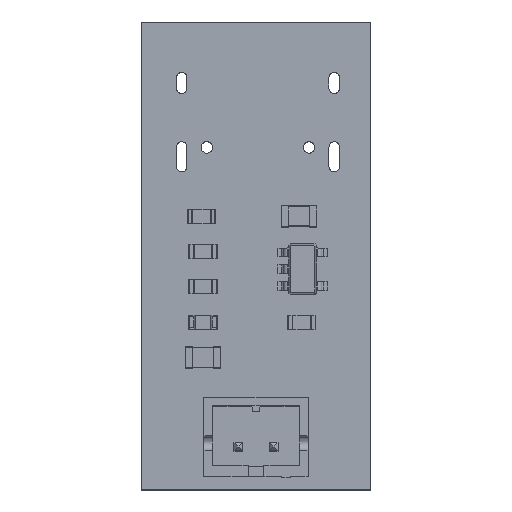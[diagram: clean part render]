
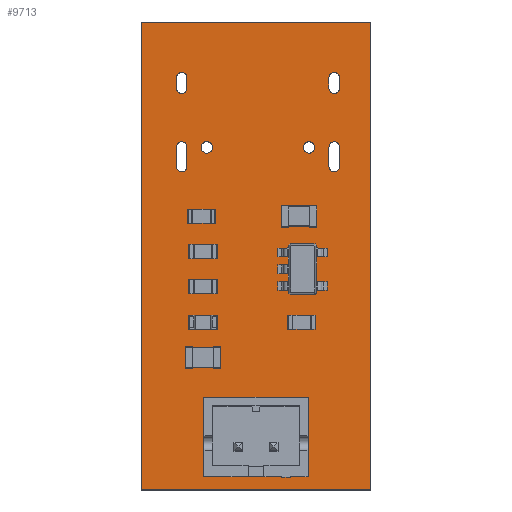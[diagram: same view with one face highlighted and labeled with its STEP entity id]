
A CAD part, top view. The second image highlights one B-rep face of the part: STEP entity #9713.
In plain terms, the highlighted planar face has unit normal (0, 0, 1).
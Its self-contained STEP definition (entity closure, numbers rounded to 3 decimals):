
#9413 = VERTEX_POINT('',#9414);
#9414 = CARTESIAN_POINT('',(119.,-78.5,1.51));
#9420 = EDGE_CURVE('',#9413,#9421,#9423,.T.);
#9421 = VERTEX_POINT('',#9422);
#9422 = CARTESIAN_POINT('',(106.,-78.5,1.51));
#9423 = LINE('',#9424,#9425);
#9424 = CARTESIAN_POINT('',(119.,-78.5,1.51));
#9425 = VECTOR('',#9426,1.);
#9426 = DIRECTION('',(-1.,0.,0.));
#9453 = VERTEX_POINT('',#9454);
#9454 = CARTESIAN_POINT('',(119.,-52.,1.51));
#9460 = EDGE_CURVE('',#9453,#9413,#9461,.T.);
#9461 = LINE('',#9462,#9463);
#9462 = CARTESIAN_POINT('',(119.,-52.,1.51));
#9463 = VECTOR('',#9464,1.);
#9464 = DIRECTION('',(0.,-1.,0.));
#9482 = EDGE_CURVE('',#9421,#9483,#9485,.T.);
#9483 = VERTEX_POINT('',#9484);
#9484 = CARTESIAN_POINT('',(106.,-52.,1.51));
#9485 = LINE('',#9486,#9487);
#9486 = CARTESIAN_POINT('',(106.,-78.5,1.51));
#9487 = VECTOR('',#9488,1.);
#9488 = DIRECTION('',(0.,1.,0.));
#9713 = ADVANCED_FACE('',(#9714,#9725,#9736,#9747,#9783,#9794,#9830,
    #9841,#9877),#9913,.T.);
#9714 = FACE_BOUND('',#9715,.T.);
#9715 = EDGE_LOOP('',(#9716,#9717,#9718,#9724));
#9716 = ORIENTED_EDGE('',*,*,#9420,.F.);
#9717 = ORIENTED_EDGE('',*,*,#9460,.F.);
#9718 = ORIENTED_EDGE('',*,*,#9719,.F.);
#9719 = EDGE_CURVE('',#9483,#9453,#9720,.T.);
#9720 = LINE('',#9721,#9722);
#9721 = CARTESIAN_POINT('',(106.,-52.,1.51));
#9722 = VECTOR('',#9723,1.);
#9723 = DIRECTION('',(1.,0.,0.));
#9724 = ORIENTED_EDGE('',*,*,#9482,.F.);
#9725 = FACE_BOUND('',#9726,.T.);
#9726 = EDGE_LOOP('',(#9727));
#9727 = ORIENTED_EDGE('',*,*,#9728,.T.);
#9728 = EDGE_CURVE('',#9729,#9729,#9731,.T.);
#9729 = VERTEX_POINT('',#9730);
#9730 = CARTESIAN_POINT('',(111.5,-76.425,1.51));
#9731 = CIRCLE('',#9732,0.375);
#9732 = AXIS2_PLACEMENT_3D('',#9733,#9734,#9735);
#9733 = CARTESIAN_POINT('',(111.5,-76.05,1.51));
#9734 = DIRECTION('',(-0.,0.,-1.));
#9735 = DIRECTION('',(-0.,-1.,0.));
#9736 = FACE_BOUND('',#9737,.T.);
#9737 = EDGE_LOOP('',(#9738));
#9738 = ORIENTED_EDGE('',*,*,#9739,.T.);
#9739 = EDGE_CURVE('',#9740,#9740,#9742,.T.);
#9740 = VERTEX_POINT('',#9741);
#9741 = CARTESIAN_POINT('',(113.5,-76.425,1.51));
#9742 = CIRCLE('',#9743,0.375);
#9743 = AXIS2_PLACEMENT_3D('',#9744,#9745,#9746);
#9744 = CARTESIAN_POINT('',(113.5,-76.05,1.51));
#9745 = DIRECTION('',(-0.,0.,-1.));
#9746 = DIRECTION('',(-0.,-1.,0.));
#9747 = FACE_BOUND('',#9748,.T.);
#9748 = EDGE_LOOP('',(#9749,#9760,#9768,#9777));
#9749 = ORIENTED_EDGE('',*,*,#9750,.T.);
#9750 = EDGE_CURVE('',#9751,#9753,#9755,.T.);
#9751 = VERTEX_POINT('',#9752);
#9752 = CARTESIAN_POINT('',(107.993,-59.08,1.51));
#9753 = VERTEX_POINT('',#9754);
#9754 = CARTESIAN_POINT('',(108.593,-59.08,1.51));
#9755 = CIRCLE('',#9756,0.3);
#9756 = AXIS2_PLACEMENT_3D('',#9757,#9758,#9759);
#9757 = CARTESIAN_POINT('',(108.293,-59.08,1.51));
#9758 = DIRECTION('',(0.,-0.,-1.));
#9759 = DIRECTION('',(1.,0.,0.));
#9760 = ORIENTED_EDGE('',*,*,#9761,.T.);
#9761 = EDGE_CURVE('',#9753,#9762,#9764,.T.);
#9762 = VERTEX_POINT('',#9763);
#9763 = CARTESIAN_POINT('',(108.593,-60.18,1.51));
#9764 = LINE('',#9765,#9766);
#9765 = CARTESIAN_POINT('',(108.593,-30.09,1.51));
#9766 = VECTOR('',#9767,1.);
#9767 = DIRECTION('',(0.,-1.,0.));
#9768 = ORIENTED_EDGE('',*,*,#9769,.T.);
#9769 = EDGE_CURVE('',#9762,#9770,#9772,.T.);
#9770 = VERTEX_POINT('',#9771);
#9771 = CARTESIAN_POINT('',(107.993,-60.18,1.51));
#9772 = CIRCLE('',#9773,0.3);
#9773 = AXIS2_PLACEMENT_3D('',#9774,#9775,#9776);
#9774 = CARTESIAN_POINT('',(108.293,-60.18,1.51));
#9775 = DIRECTION('',(-0.,0.,-1.));
#9776 = DIRECTION('',(-1.,0.,0.));
#9777 = ORIENTED_EDGE('',*,*,#9778,.T.);
#9778 = EDGE_CURVE('',#9770,#9751,#9779,.T.);
#9779 = LINE('',#9780,#9781);
#9780 = CARTESIAN_POINT('',(107.993,-29.54,1.51));
#9781 = VECTOR('',#9782,1.);
#9782 = DIRECTION('',(-0.,1.,0.));
#9783 = FACE_BOUND('',#9784,.T.);
#9784 = EDGE_LOOP('',(#9785));
#9785 = ORIENTED_EDGE('',*,*,#9786,.T.);
#9786 = EDGE_CURVE('',#9787,#9787,#9789,.T.);
#9787 = VERTEX_POINT('',#9788);
#9788 = CARTESIAN_POINT('',(109.723,-59.425,1.51));
#9789 = CIRCLE('',#9790,0.325);
#9790 = AXIS2_PLACEMENT_3D('',#9791,#9792,#9793);
#9791 = CARTESIAN_POINT('',(109.723,-59.1,1.51));
#9792 = DIRECTION('',(-0.,0.,-1.));
#9793 = DIRECTION('',(-0.,-1.,0.));
#9794 = FACE_BOUND('',#9795,.T.);
#9795 = EDGE_LOOP('',(#9796,#9807,#9815,#9824));
#9796 = ORIENTED_EDGE('',*,*,#9797,.T.);
#9797 = EDGE_CURVE('',#9798,#9800,#9802,.T.);
#9798 = VERTEX_POINT('',#9799);
#9799 = CARTESIAN_POINT('',(107.993,-55.15,1.51));
#9800 = VERTEX_POINT('',#9801);
#9801 = CARTESIAN_POINT('',(108.593,-55.15,1.51));
#9802 = CIRCLE('',#9803,0.3);
#9803 = AXIS2_PLACEMENT_3D('',#9804,#9805,#9806);
#9804 = CARTESIAN_POINT('',(108.293,-55.15,1.51));
#9805 = DIRECTION('',(0.,-0.,-1.));
#9806 = DIRECTION('',(1.,0.,0.));
#9807 = ORIENTED_EDGE('',*,*,#9808,.T.);
#9808 = EDGE_CURVE('',#9800,#9809,#9811,.T.);
#9809 = VERTEX_POINT('',#9810);
#9810 = CARTESIAN_POINT('',(108.593,-55.75,1.51));
#9811 = LINE('',#9812,#9813);
#9812 = CARTESIAN_POINT('',(108.593,-27.875,1.51));
#9813 = VECTOR('',#9814,1.);
#9814 = DIRECTION('',(0.,-1.,0.));
#9815 = ORIENTED_EDGE('',*,*,#9816,.T.);
#9816 = EDGE_CURVE('',#9809,#9817,#9819,.T.);
#9817 = VERTEX_POINT('',#9818);
#9818 = CARTESIAN_POINT('',(107.993,-55.75,1.51));
#9819 = CIRCLE('',#9820,0.3);
#9820 = AXIS2_PLACEMENT_3D('',#9821,#9822,#9823);
#9821 = CARTESIAN_POINT('',(108.293,-55.75,1.51));
#9822 = DIRECTION('',(-0.,0.,-1.));
#9823 = DIRECTION('',(-1.,0.,0.));
#9824 = ORIENTED_EDGE('',*,*,#9825,.T.);
#9825 = EDGE_CURVE('',#9817,#9798,#9826,.T.);
#9826 = LINE('',#9827,#9828);
#9827 = CARTESIAN_POINT('',(107.993,-27.575,1.51));
#9828 = VECTOR('',#9829,1.);
#9829 = DIRECTION('',(-0.,1.,0.));
#9830 = FACE_BOUND('',#9831,.T.);
#9831 = EDGE_LOOP('',(#9832));
#9832 = ORIENTED_EDGE('',*,*,#9833,.T.);
#9833 = EDGE_CURVE('',#9834,#9834,#9836,.T.);
#9834 = VERTEX_POINT('',#9835);
#9835 = CARTESIAN_POINT('',(115.503,-59.425,1.51));
#9836 = CIRCLE('',#9837,0.325);
#9837 = AXIS2_PLACEMENT_3D('',#9838,#9839,#9840);
#9838 = CARTESIAN_POINT('',(115.503,-59.1,1.51));
#9839 = DIRECTION('',(-0.,0.,-1.));
#9840 = DIRECTION('',(-0.,-1.,0.));
#9841 = FACE_BOUND('',#9842,.T.);
#9842 = EDGE_LOOP('',(#9843,#9854,#9862,#9871));
#9843 = ORIENTED_EDGE('',*,*,#9844,.T.);
#9844 = EDGE_CURVE('',#9845,#9847,#9849,.T.);
#9845 = VERTEX_POINT('',#9846);
#9846 = CARTESIAN_POINT('',(116.633,-59.08,1.51));
#9847 = VERTEX_POINT('',#9848);
#9848 = CARTESIAN_POINT('',(117.233,-59.08,1.51));
#9849 = CIRCLE('',#9850,0.3);
#9850 = AXIS2_PLACEMENT_3D('',#9851,#9852,#9853);
#9851 = CARTESIAN_POINT('',(116.933,-59.08,1.51));
#9852 = DIRECTION('',(0.,-0.,-1.));
#9853 = DIRECTION('',(1.,0.,-0.));
#9854 = ORIENTED_EDGE('',*,*,#9855,.T.);
#9855 = EDGE_CURVE('',#9847,#9856,#9858,.T.);
#9856 = VERTEX_POINT('',#9857);
#9857 = CARTESIAN_POINT('',(117.233,-60.18,1.51));
#9858 = LINE('',#9859,#9860);
#9859 = CARTESIAN_POINT('',(117.233,-30.09,1.51));
#9860 = VECTOR('',#9861,1.);
#9861 = DIRECTION('',(0.,-1.,0.));
#9862 = ORIENTED_EDGE('',*,*,#9863,.T.);
#9863 = EDGE_CURVE('',#9856,#9864,#9866,.T.);
#9864 = VERTEX_POINT('',#9865);
#9865 = CARTESIAN_POINT('',(116.633,-60.18,1.51));
#9866 = CIRCLE('',#9867,0.3);
#9867 = AXIS2_PLACEMENT_3D('',#9868,#9869,#9870);
#9868 = CARTESIAN_POINT('',(116.933,-60.18,1.51));
#9869 = DIRECTION('',(-0.,0.,-1.));
#9870 = DIRECTION('',(-1.,0.,0.));
#9871 = ORIENTED_EDGE('',*,*,#9872,.T.);
#9872 = EDGE_CURVE('',#9864,#9845,#9873,.T.);
#9873 = LINE('',#9874,#9875);
#9874 = CARTESIAN_POINT('',(116.633,-29.54,1.51));
#9875 = VECTOR('',#9876,1.);
#9876 = DIRECTION('',(-0.,1.,0.));
#9877 = FACE_BOUND('',#9878,.T.);
#9878 = EDGE_LOOP('',(#9879,#9890,#9898,#9907));
#9879 = ORIENTED_EDGE('',*,*,#9880,.T.);
#9880 = EDGE_CURVE('',#9881,#9883,#9885,.T.);
#9881 = VERTEX_POINT('',#9882);
#9882 = CARTESIAN_POINT('',(116.633,-55.15,1.51));
#9883 = VERTEX_POINT('',#9884);
#9884 = CARTESIAN_POINT('',(117.233,-55.15,1.51));
#9885 = CIRCLE('',#9886,0.3);
#9886 = AXIS2_PLACEMENT_3D('',#9887,#9888,#9889);
#9887 = CARTESIAN_POINT('',(116.933,-55.15,1.51));
#9888 = DIRECTION('',(0.,-0.,-1.));
#9889 = DIRECTION('',(1.,0.,-0.));
#9890 = ORIENTED_EDGE('',*,*,#9891,.T.);
#9891 = EDGE_CURVE('',#9883,#9892,#9894,.T.);
#9892 = VERTEX_POINT('',#9893);
#9893 = CARTESIAN_POINT('',(117.233,-55.75,1.51));
#9894 = LINE('',#9895,#9896);
#9895 = CARTESIAN_POINT('',(117.233,-27.875,1.51));
#9896 = VECTOR('',#9897,1.);
#9897 = DIRECTION('',(0.,-1.,0.));
#9898 = ORIENTED_EDGE('',*,*,#9899,.T.);
#9899 = EDGE_CURVE('',#9892,#9900,#9902,.T.);
#9900 = VERTEX_POINT('',#9901);
#9901 = CARTESIAN_POINT('',(116.633,-55.75,1.51));
#9902 = CIRCLE('',#9903,0.3);
#9903 = AXIS2_PLACEMENT_3D('',#9904,#9905,#9906);
#9904 = CARTESIAN_POINT('',(116.933,-55.75,1.51));
#9905 = DIRECTION('',(-0.,0.,-1.));
#9906 = DIRECTION('',(-1.,0.,0.));
#9907 = ORIENTED_EDGE('',*,*,#9908,.T.);
#9908 = EDGE_CURVE('',#9900,#9881,#9909,.T.);
#9909 = LINE('',#9910,#9911);
#9910 = CARTESIAN_POINT('',(116.633,-27.575,1.51));
#9911 = VECTOR('',#9912,1.);
#9912 = DIRECTION('',(-0.,1.,0.));
#9913 = PLANE('',#9914);
#9914 = AXIS2_PLACEMENT_3D('',#9915,#9916,#9917);
#9915 = CARTESIAN_POINT('',(0.,0.,1.51));
#9916 = DIRECTION('',(0.,0.,1.));
#9917 = DIRECTION('',(1.,0.,-0.));
